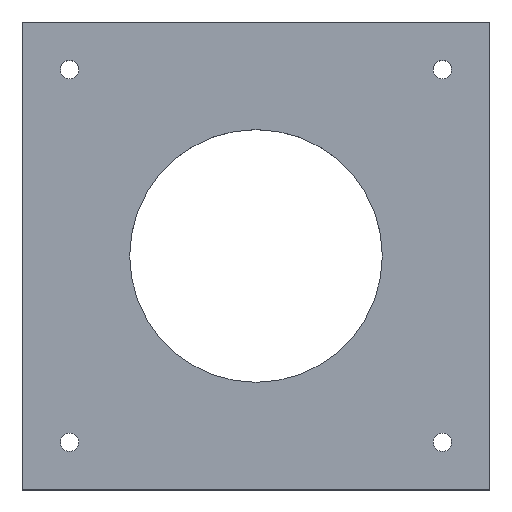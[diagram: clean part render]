
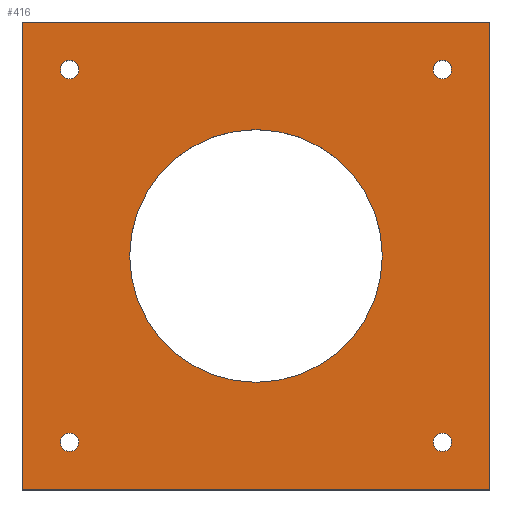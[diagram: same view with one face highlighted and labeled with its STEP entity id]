
A CAD part, top view. The second image highlights one B-rep face of the part: STEP entity #416.
In plain terms, the highlighted planar face has unit normal (0, 0, 1).
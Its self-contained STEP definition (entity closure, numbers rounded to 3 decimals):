
#30=FACE_BOUND('',#102,.T.);
#31=FACE_BOUND('',#103,.T.);
#32=FACE_BOUND('',#104,.T.);
#33=FACE_BOUND('',#105,.T.);
#34=FACE_BOUND('',#106,.T.);
#50=CIRCLE('',#450,1.985);
#51=CIRCLE('',#452,1.985);
#52=CIRCLE('',#454,1.985);
#53=CIRCLE('',#456,1.985);
#54=CIRCLE('',#462,27.43);
#74=FACE_OUTER_BOUND('',#101,.T.);
#101=EDGE_LOOP('',(#328,#329,#330,#331));
#102=EDGE_LOOP('',(#332));
#103=EDGE_LOOP('',(#333));
#104=EDGE_LOOP('',(#334));
#105=EDGE_LOOP('',(#335));
#106=EDGE_LOOP('',(#336));
#138=LINE('',#645,#172);
#140=LINE('',#649,#174);
#142=LINE('',#653,#176);
#144=LINE('',#656,#178);
#172=VECTOR('',#526,10.);
#174=VECTOR('',#530,10.);
#176=VECTOR('',#534,10.);
#178=VECTOR('',#538,10.);
#206=VERTEX_POINT('',#626);
#207=VERTEX_POINT('',#630);
#208=VERTEX_POINT('',#634);
#209=VERTEX_POINT('',#638);
#210=VERTEX_POINT('',#642);
#211=VERTEX_POINT('',#644);
#212=VERTEX_POINT('',#648);
#213=VERTEX_POINT('',#652);
#214=VERTEX_POINT('',#658);
#242=EDGE_CURVE('',#206,#206,#50,.T.);
#244=EDGE_CURVE('',#207,#207,#51,.T.);
#246=EDGE_CURVE('',#208,#208,#52,.T.);
#248=EDGE_CURVE('',#209,#209,#53,.T.);
#251=EDGE_CURVE('',#211,#210,#138,.T.);
#253=EDGE_CURVE('',#212,#211,#140,.T.);
#255=EDGE_CURVE('',#213,#212,#142,.T.);
#257=EDGE_CURVE('',#210,#213,#144,.T.);
#258=EDGE_CURVE('',#214,#214,#54,.T.);
#328=ORIENTED_EDGE('',*,*,#257,.T.);
#329=ORIENTED_EDGE('',*,*,#255,.T.);
#330=ORIENTED_EDGE('',*,*,#253,.T.);
#331=ORIENTED_EDGE('',*,*,#251,.T.);
#332=ORIENTED_EDGE('',*,*,#248,.T.);
#333=ORIENTED_EDGE('',*,*,#258,.T.);
#334=ORIENTED_EDGE('',*,*,#246,.T.);
#335=ORIENTED_EDGE('',*,*,#244,.T.);
#336=ORIENTED_EDGE('',*,*,#242,.T.);
#400=PLANE('',#461);
#416=ADVANCED_FACE('',(#74,#30,#31,#32,#33,#34),#400,.T.);
#450=AXIS2_PLACEMENT_3D('',#627,#505,#506);
#452=AXIS2_PLACEMENT_3D('',#631,#510,#511);
#454=AXIS2_PLACEMENT_3D('',#635,#515,#516);
#456=AXIS2_PLACEMENT_3D('',#639,#520,#521);
#461=AXIS2_PLACEMENT_3D('',#657,#539,#540);
#462=AXIS2_PLACEMENT_3D('',#659,#541,#542);
#505=DIRECTION('center_axis',(0.,0.,-1.));
#506=DIRECTION('ref_axis',(-1.,0.,0.));
#510=DIRECTION('center_axis',(0.,0.,-1.));
#511=DIRECTION('ref_axis',(-1.,0.,0.));
#515=DIRECTION('center_axis',(0.,0.,-1.));
#516=DIRECTION('ref_axis',(-1.,0.,0.));
#520=DIRECTION('center_axis',(0.,0.,-1.));
#521=DIRECTION('ref_axis',(-1.,0.,0.));
#526=DIRECTION('',(-1.,0.,0.));
#530=DIRECTION('',(0.,1.,0.));
#534=DIRECTION('',(1.,0.,0.));
#538=DIRECTION('',(0.,-1.,0.));
#539=DIRECTION('center_axis',(0.,0.,1.));
#540=DIRECTION('ref_axis',(-1.,0.,0.));
#541=DIRECTION('center_axis',(0.,0.,-1.));
#542=DIRECTION('ref_axis',(-1.,0.,0.));
#626=CARTESIAN_POINT('',(-38.495,-40.48,7.39));
#627=CARTESIAN_POINT('Origin',(-40.48,-40.48,7.39));
#630=CARTESIAN_POINT('',(-38.495,40.48,7.39));
#631=CARTESIAN_POINT('Origin',(-40.48,40.48,7.39));
#634=CARTESIAN_POINT('',(42.465,-40.48,7.39));
#635=CARTESIAN_POINT('Origin',(40.48,-40.48,7.39));
#638=CARTESIAN_POINT('',(42.465,40.48,7.39));
#639=CARTESIAN_POINT('Origin',(40.48,40.48,7.39));
#642=CARTESIAN_POINT('',(-50.8,50.8,7.39));
#644=CARTESIAN_POINT('',(50.8,50.8,7.39));
#645=CARTESIAN_POINT('',(50.8,50.8,7.39));
#648=CARTESIAN_POINT('',(50.8,-50.8,7.39));
#649=CARTESIAN_POINT('',(50.8,-50.8,7.39));
#652=CARTESIAN_POINT('',(-50.8,-50.8,7.39));
#653=CARTESIAN_POINT('',(-50.8,-50.8,7.39));
#656=CARTESIAN_POINT('',(-50.8,50.8,7.39));
#657=CARTESIAN_POINT('Origin',(0.,0.,7.39));
#658=CARTESIAN_POINT('',(-27.43,0.,7.39));
#659=CARTESIAN_POINT('Origin',(0.,0.,7.39));
